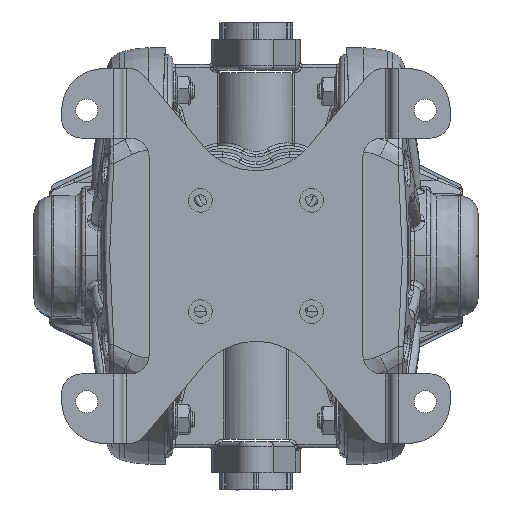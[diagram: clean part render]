
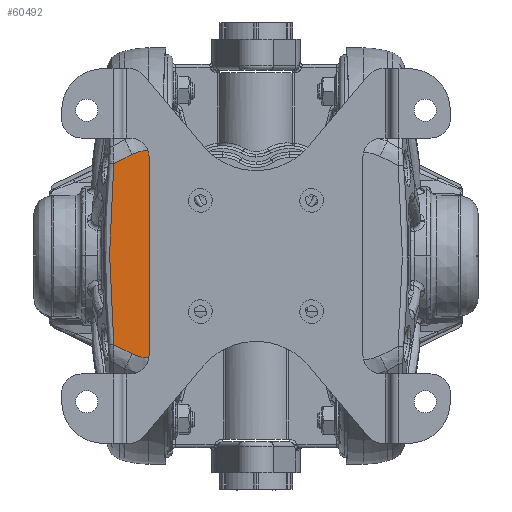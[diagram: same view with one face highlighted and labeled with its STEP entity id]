
A CAD part, front view. The second image highlights one B-rep face of the part: STEP entity #60492.
In plain terms, the highlighted planar face has unit normal (0, -1, 0.011).
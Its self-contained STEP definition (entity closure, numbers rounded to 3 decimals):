
#403 = CARTESIAN_POINT ( 'NONE',  ( -40.679, -63.603, -36.525 ) ) ;
#1114 = B_SPLINE_CURVE_WITH_KNOTS ( 'NONE', 3,
 ( #90141, #140943, #26948, #77707 ),
 .UNSPECIFIED., .F., .F.,
 ( 4, 4 ),
 ( 0.002, 0.009 ),
 .UNSPECIFIED. ) ;
#4571 = EDGE_CURVE ( 'NONE', #35065, #62680, #72324, .T. ) ;
#6831 = CARTESIAN_POINT ( 'NONE',  ( -38.565, -63.604, -36.654 ) ) ;
#7543 = CARTESIAN_POINT ( 'NONE',  ( -38.565, -62.788, 38.035 ) ) ;
#11290 = ORIENTED_EDGE ( 'NONE', *, *, #4571, .T. ) ;
#12841 = CARTESIAN_POINT ( 'NONE',  ( -44.637, -63.588, -35.215 ) ) ;
#13004 = VERTEX_POINT ( 'NONE', #94764 ) ;
#13803 = DIRECTION ( 'NONE',  ( 0., 0.011, 1. ) ) ;
#15237 = PLANE ( 'NONE',  #106861 ) ;
#16239 = ORIENTED_EDGE ( 'NONE', *, *, #158570, .T. ) ;
#16649 = ORIENTED_EDGE ( 'NONE', *, *, #25727, .T. ) ;
#23241 = B_SPLINE_CURVE_WITH_KNOTS ( 'NONE', 3,
 ( #57181, #107833, #158557, #44690 ),
 .UNSPECIFIED., .F., .F.,
 ( 4, 4 ),
 ( 0., 0.007 ),
 .UNSPECIFIED. ) ;
#24407 = LINE ( 'NONE', #75150, #134454 ) ;
#25727 = EDGE_CURVE ( 'NONE', #62680, #121718, #24407, .T. ) ;
#26756 = VERTEX_POINT ( 'NONE', #7543 ) ;
#26948 = CARTESIAN_POINT ( 'NONE',  ( -46.849, -63.577, -34.133 ) ) ;
#27830 = CARTESIAN_POINT ( 'NONE',  ( -52.083, -63.433, -21.024 ) ) ;
#30404 = EDGE_CURVE ( 'NONE', #121718, #90517, #77009, .T. ) ;
#35065 = VERTEX_POINT ( 'NONE', #72388 ) ;
#38192 = DIRECTION ( 'NONE',  ( -1., 0., 0. ) ) ;
#40320 = CARTESIAN_POINT ( 'NONE',  ( -52.603, -63.078, 11.548 ) ) ;
#41853 = DIRECTION ( 'NONE',  ( 0., -1., 0.011 ) ) ;
#43344 = CARTESIAN_POINT ( 'NONE',  ( -42.688, -62.795, 37.424 ) ) ;
#44690 = CARTESIAN_POINT ( 'NONE',  ( -51.227, -62.84, 33.262 ) ) ;
#45022 = CARTESIAN_POINT ( 'NONE',  ( -38.5, -63.604, -36.654 ) ) ;
#45705 = VERTEX_POINT ( 'NONE', #53548 ) ;
#50884 = ORIENTED_EDGE ( 'NONE', *, *, #124648, .T. ) ;
#51108 = CARTESIAN_POINT ( 'NONE',  ( -39.622, -63.604, -36.654 ) ) ;
#52814 = CARTESIAN_POINT ( 'NONE',  ( -51.227, -62.84, 33.262 ) ) ;
#53548 = CARTESIAN_POINT ( 'NONE',  ( -51.227, -63.552, -31.882 ) ) ;
#55826 = CARTESIAN_POINT ( 'NONE',  ( -38.565, -62.788, 38.035 ) ) ;
#57181 = CARTESIAN_POINT ( 'NONE',  ( -44.637, -62.804, 36.596 ) ) ;
#57747 = CARTESIAN_POINT ( 'NONE',  ( -38.5, -62.788, 38.035 ) ) ;
#60492 = ADVANCED_FACE ( 'NONE', ( #129212 ), #15237, .T. ) ;
#60779 = EDGE_CURVE ( 'NONE', #26756, #124490, #162425, .T. ) ;
#62680 = VERTEX_POINT ( 'NONE', #6831 ) ;
#63636 = CARTESIAN_POINT ( 'NONE',  ( -43.689, -63.594, -35.679 ) ) ;
#67615 = VECTOR ( 'NONE', #38192, 1000. ) ;
#72324 = B_SPLINE_CURVE_WITH_KNOTS ( 'NONE', 3,
 ( #12841, #63636, #114315, #403, #51108, #101804 ),
 .UNSPECIFIED., .F., .F.,
 ( 4, 2, 4 ),
 ( 0., 0.003, 0.006 ),
 .UNSPECIFIED. ) ;
#72388 = CARTESIAN_POINT ( 'NONE',  ( -44.637, -63.588, -35.215 ) ) ;
#75150 = CARTESIAN_POINT ( 'NONE',  ( -0.5, -63.604, -36.654 ) ) ;
#77009 = LINE ( 'NONE', #127750, #140780 ) ;
#77707 = CARTESIAN_POINT ( 'NONE',  ( -44.637, -63.588, -35.215 ) ) ;
#78583 = CARTESIAN_POINT ( 'NONE',  ( -51.702, -63.493, -26.453 ) ) ;
#89808 = EDGE_CURVE ( 'NONE', #90517, #26756, #101413, .T. ) ;
#90141 = CARTESIAN_POINT ( 'NONE',  ( -51.227, -63.552, -31.882 ) ) ;
#90517 = VERTEX_POINT ( 'NONE', #57747 ) ;
#91055 = CARTESIAN_POINT ( 'NONE',  ( -52.876, -63.196, 0.69 ) ) ;
#92569 = DIRECTION ( 'NONE',  ( 0., -0.011, -1. ) ) ;
#94023 = CARTESIAN_POINT ( 'NONE',  ( -43.688, -62.799, 37.06 ) ) ;
#94605 = B_SPLINE_CURVE_WITH_KNOTS ( 'NONE', 3,
 ( #52814, #103503, #154283, #40320, #91055, #141819, #27830, #78583, #129319 ),
 .UNSPECIFIED., .F., .F.,
 ( 4, 2, 1, 2, 4 ),
 ( 0., 0.016, 0.033, 0.049, 0.065 ),
 .UNSPECIFIED. ) ;
#94764 = CARTESIAN_POINT ( 'NONE',  ( -51.227, -62.84, 33.262 ) ) ;
#95874 = ORIENTED_EDGE ( 'NONE', *, *, #89808, .T. ) ;
#101413 = LINE ( 'NONE', #152159, #67615 ) ;
#101804 = CARTESIAN_POINT ( 'NONE',  ( -38.565, -63.604, -36.654 ) ) ;
#103206 = ORIENTED_EDGE ( 'NONE', *, *, #116543, .T. ) ;
#103503 = CARTESIAN_POINT ( 'NONE',  ( -51.702, -62.9, 27.834 ) ) ;
#106490 = CARTESIAN_POINT ( 'NONE',  ( -39.623, -62.788, 38.035 ) ) ;
#106861 = AXIS2_PLACEMENT_3D ( 'NONE', #155771, #41853, #92569 ) ;
#107833 = CARTESIAN_POINT ( 'NONE',  ( -46.849, -62.816, 35.514 ) ) ;
#114315 = CARTESIAN_POINT ( 'NONE',  ( -42.708, -63.597, -36.036 ) ) ;
#116543 = EDGE_CURVE ( 'NONE', #45705, #35065, #1114, .T. ) ;
#121515 = ORIENTED_EDGE ( 'NONE', *, *, #60779, .T. ) ;
#121718 = VERTEX_POINT ( 'NONE', #45022 ) ;
#124490 = VERTEX_POINT ( 'NONE', #139896 ) ;
#124648 = EDGE_CURVE ( 'NONE', #124490, #13004, #23241, .T. ) ;
#125889 = DIRECTION ( 'NONE',  ( 1., 0., 0. ) ) ;
#127750 = CARTESIAN_POINT ( 'NONE',  ( -38.5, -63.196, 0.69 ) ) ;
#129212 = FACE_OUTER_BOUND ( 'NONE', #137728, .T. ) ;
#129319 = CARTESIAN_POINT ( 'NONE',  ( -51.227, -63.552, -31.882 ) ) ;
#134454 = VECTOR ( 'NONE', #125889, 1000. ) ;
#137728 = EDGE_LOOP ( 'NONE', ( #50884, #16239, #103206, #11290, #16649, #149880, #95874, #121515 ) ) ;
#139896 = CARTESIAN_POINT ( 'NONE',  ( -44.637, -62.804, 36.596 ) ) ;
#140780 = VECTOR ( 'NONE', #13803, 1000. ) ;
#140943 = CARTESIAN_POINT ( 'NONE',  ( -49.047, -63.565, -33.024 ) ) ;
#141819 = CARTESIAN_POINT ( 'NONE',  ( -52.603, -63.315, -10.167 ) ) ;
#144775 = CARTESIAN_POINT ( 'NONE',  ( -44.637, -62.804, 36.596 ) ) ;
#149880 = ORIENTED_EDGE ( 'NONE', *, *, #30404, .T. ) ;
#152159 = CARTESIAN_POINT ( 'NONE',  ( -0.5, -62.788, 38.035 ) ) ;
#154283 = CARTESIAN_POINT ( 'NONE',  ( -52.083, -62.959, 22.405 ) ) ;
#155771 = CARTESIAN_POINT ( 'NONE',  ( -0.5, -63.525, -29.404 ) ) ;
#157218 = CARTESIAN_POINT ( 'NONE',  ( -40.658, -62.79, 37.909 ) ) ;
#158557 = CARTESIAN_POINT ( 'NONE',  ( -49.047, -62.828, 34.405 ) ) ;
#158570 = EDGE_CURVE ( 'NONE', #13004, #45705, #94605, .T. ) ;
#162425 = B_SPLINE_CURVE_WITH_KNOTS ( 'NONE', 3,
 ( #55826, #106490, #157218, #43344, #94023, #144775 ),
 .UNSPECIFIED., .F., .F.,
 ( 4, 2, 4 ),
 ( 0., 0.003, 0.006 ),
 .UNSPECIFIED. ) ;
